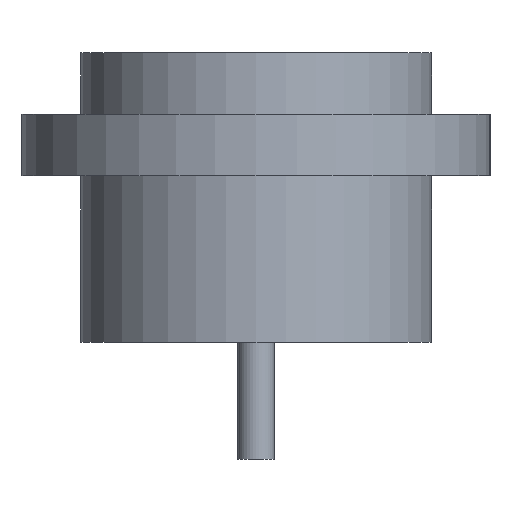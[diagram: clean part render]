
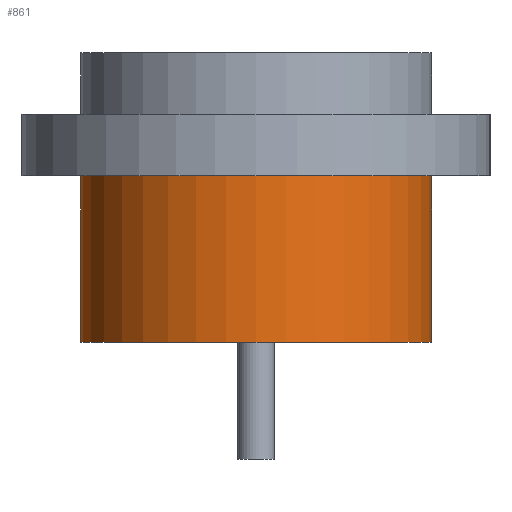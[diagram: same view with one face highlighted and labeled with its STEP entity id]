
A CAD part, left-side view. The second image highlights one B-rep face of the part: STEP entity #861.
In plain terms, the highlighted cylindrical face has radius 2.85 mm (diameter 5.7 mm), a partial arc.
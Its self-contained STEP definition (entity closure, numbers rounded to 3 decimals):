
#96=CIRCLE('',#979,2.85);
#100=CIRCLE('',#992,2.85);
#140=CYLINDRICAL_SURFACE('',#991,2.85);
#177=FACE_OUTER_BOUND('',#240,.T.);
#240=EDGE_LOOP('',(#701,#702,#703,#704));
#323=LINE('',#1496,#379);
#327=LINE('',#1504,#383);
#379=VECTOR('',#1205,10.);
#383=VECTOR('',#1213,10.);
#437=VERTEX_POINT('',#1466);
#439=VERTEX_POINT('',#1469);
#445=VERTEX_POINT('',#1495);
#447=VERTEX_POINT('',#1503);
#528=EDGE_CURVE('',#439,#437,#96,.T.);
#541=EDGE_CURVE('',#439,#445,#323,.T.);
#545=EDGE_CURVE('',#437,#447,#327,.T.);
#546=EDGE_CURVE('',#445,#447,#100,.T.);
#701=ORIENTED_EDGE('',*,*,#528,.T.);
#702=ORIENTED_EDGE('',*,*,#545,.T.);
#703=ORIENTED_EDGE('',*,*,#546,.F.);
#704=ORIENTED_EDGE('',*,*,#541,.F.);
#861=ADVANCED_FACE('',(#177),#140,.T.);
#979=AXIS2_PLACEMENT_3D('',#1470,#1174,#1175);
#991=AXIS2_PLACEMENT_3D('',#1502,#1211,#1212);
#992=AXIS2_PLACEMENT_3D('',#1505,#1214,#1215);
#1174=DIRECTION('center_axis',(0.,0.,-1.));
#1175=DIRECTION('ref_axis',(1.,0.,0.));
#1205=DIRECTION('',(0.,0.,-1.));
#1211=DIRECTION('center_axis',(0.,0.,-1.));
#1212=DIRECTION('ref_axis',(-1.,0.,0.));
#1213=DIRECTION('',(0.,0.,-1.));
#1214=DIRECTION('center_axis',(0.,0.,-1.));
#1215=DIRECTION('ref_axis',(1.,0.,0.));
#1466=CARTESIAN_POINT('',(-8.5,2.85,-2.));
#1469=CARTESIAN_POINT('',(-8.5,-2.85,-2.));
#1470=CARTESIAN_POINT('Origin',(-8.5,0.,
-2.));
#1495=CARTESIAN_POINT('',(-8.5,-2.85,-4.7));
#1496=CARTESIAN_POINT('',(-8.5,-2.85,0.));
#1502=CARTESIAN_POINT('Origin',(-8.5,0.,
0.));
#1503=CARTESIAN_POINT('',(-8.5,2.85,-4.7));
#1504=CARTESIAN_POINT('',(-8.5,2.85,0.));
#1505=CARTESIAN_POINT('Origin',(-8.5,0.,
-4.7));
